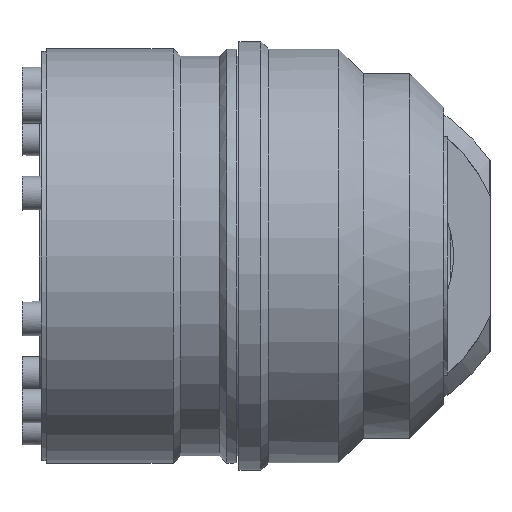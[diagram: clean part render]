
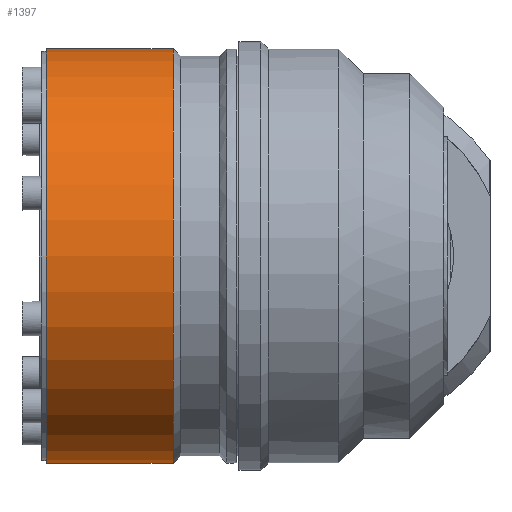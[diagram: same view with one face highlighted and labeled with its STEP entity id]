
A CAD part, left-side view. The second image highlights one B-rep face of the part: STEP entity #1397.
In plain terms, the highlighted cylindrical face has radius 42.5 mm (diameter 85 mm), a full revolution.
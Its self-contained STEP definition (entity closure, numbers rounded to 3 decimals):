
#51=CYLINDRICAL_SURFACE('',#1548,42.5);
#145=FACE_OUTER_BOUND('',#237,.T.);
#237=EDGE_LOOP('',(#1164,#1165,#1166,#1167,#1168));
#340=CIRCLE('',#1545,42.5);
#343=CIRCLE('',#1549,42.5);
#344=CIRCLE('',#1550,42.5);
#467=LINE('',#5550,#531);
#531=VECTOR('',#1893,1.);
#639=VERTEX_POINT('',#5542);
#642=VERTEX_POINT('',#5549);
#643=VERTEX_POINT('',#5551);
#825=EDGE_CURVE('',#639,#639,#340,.T.);
#828=EDGE_CURVE('',#639,#642,#467,.T.);
#829=EDGE_CURVE('',#642,#643,#343,.T.);
#830=EDGE_CURVE('',#643,#642,#344,.T.);
#1164=ORIENTED_EDGE('',*,*,#828,.F.);
#1165=ORIENTED_EDGE('',*,*,#825,.F.);
#1166=ORIENTED_EDGE('',*,*,#828,.T.);
#1167=ORIENTED_EDGE('',*,*,#829,.T.);
#1168=ORIENTED_EDGE('',*,*,#830,.T.);
#1397=ADVANCED_FACE('',(#145),#51,.T.);
#1545=AXIS2_PLACEMENT_3D('',#5543,#1885,#1886);
#1548=AXIS2_PLACEMENT_3D('',#5548,#1891,#1892);
#1549=AXIS2_PLACEMENT_3D('',#5552,#1894,#1895);
#1550=AXIS2_PLACEMENT_3D('',#5553,#1896,#1897);
#1885=DIRECTION('center_axis',(0.,1.,0.));
#1886=DIRECTION('ref_axis',(1.,0.,0.));
#1891=DIRECTION('center_axis',(0.,1.,0.));
#1892=DIRECTION('ref_axis',(1.,0.,0.));
#1893=DIRECTION('',(0.,-1.,0.));
#1894=DIRECTION('center_axis',(0.,1.,0.));
#1895=DIRECTION('ref_axis',(1.,0.,0.));
#1896=DIRECTION('center_axis',(0.,1.,0.));
#1897=DIRECTION('ref_axis',(1.,0.,0.));
#5542=CARTESIAN_POINT('',(942.5,62.,1470.));
#5543=CARTESIAN_POINT('Origin',(900.,62.,1470.));
#5548=CARTESIAN_POINT('Origin',(900.,34.7,1470.));
#5549=CARTESIAN_POINT('',(942.5,36.,1470.));
#5550=CARTESIAN_POINT('',(942.5,62.,1470.));
#5551=CARTESIAN_POINT('',(900.,36.,1427.5));
#5552=CARTESIAN_POINT('Origin',(900.,36.,1470.));
#5553=CARTESIAN_POINT('Origin',(900.,36.,1470.));
